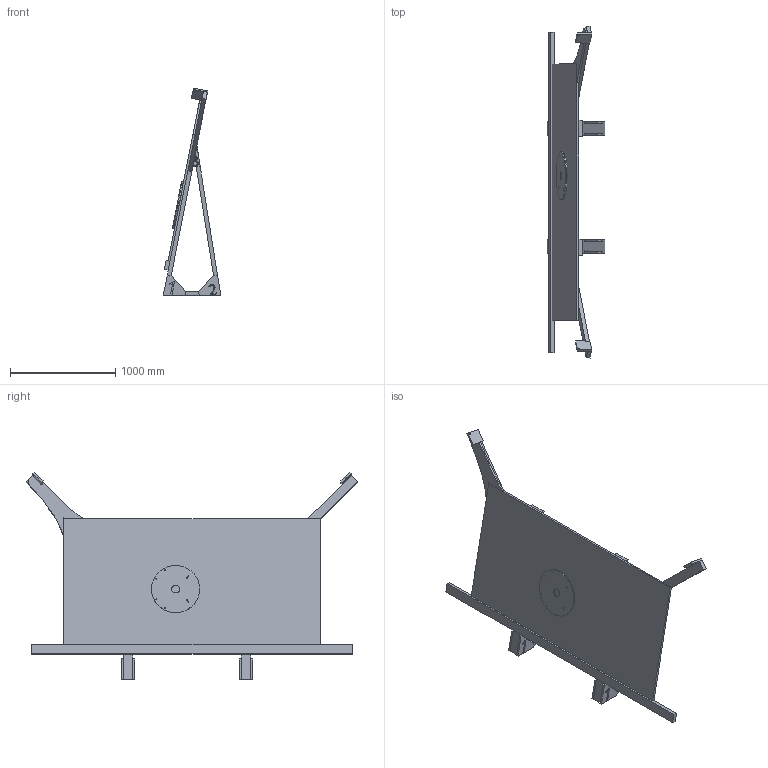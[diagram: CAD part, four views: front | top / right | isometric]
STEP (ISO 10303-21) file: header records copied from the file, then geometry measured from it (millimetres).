
FILE_DESCRIPTION( ( '' ), ' ' );
FILE_NAME( '59593f630cf88e0f8c6ff04b.step', '2017-07-02T18:45:55', ( '' ), ( '' ), ' ', ' ', ' ' );
FILE_SCHEMA( ( 'AUTOMOTIVE_DESIGN { 1 0 10303 214 1 1 1 1 }' ) );
Length unit declared in the file: metre
Products named in the file (14): Assem1; Part 1
Assembly tree (28 placements, depth 2):
  Assem1
    Part 1
    Part 1
    Part 1  x2
    Part 1  x2
    Part 1  x2
    Part 1  x2
    Part 1  x4
    Part 1  x4
    Part 1  x4
    Part 1  x2
    Part 1
    Part 1  x2
    Part 1
Bounding box: 548.19 x 3156.82 x 1976.36 mm (x, y, z)
Volume: 107000389.7 mm3; surface area: 10502384.2 mm2
Topology: 28 solids, 28 shells, 452 faces, 1147 edges, 765 vertices
Faces by surface type: plane 271, extrusion 150, cylinder 29, torus 2
Full cylindrical faces by diameter (mm): 6.604 x4, 9.525 x4, 15.24 x2, 19.05 x4, 76.2 x1, 457.2 x1
Entity records: 5540 total; most frequent: CARTESIAN_POINT 1229, ORIENTED_EDGE 816, DIRECTION 756, EDGE_CURVE 408, VECTOR 304, VERTEX_POINT 281, LINE 265, AXIS2_PLACEMENT_3D 226
